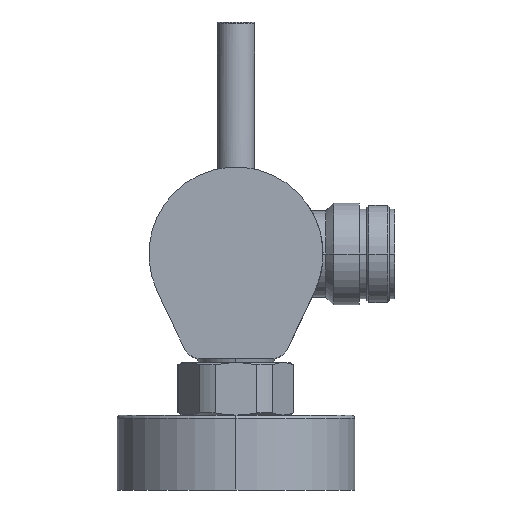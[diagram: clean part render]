
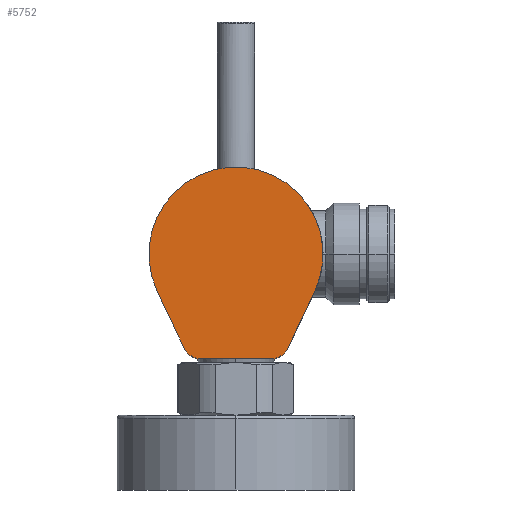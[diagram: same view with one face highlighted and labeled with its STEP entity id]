
A CAD part, left-side view. The second image highlights one B-rep face of the part: STEP entity #5752.
In plain terms, the highlighted planar face has unit normal (-1, 0, 0).
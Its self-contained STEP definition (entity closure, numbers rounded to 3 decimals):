
#24=CARTESIAN_POINT('',(-112.,9.33,-23.));
#25=DIRECTION('',(-1.,0.,0.));
#26=DIRECTION('',(0.,0.904,-0.427));
#27=AXIS2_PLACEMENT_3D('',#24,#25,#26);
#29=DIRECTION('',(0.,0.427,0.904));
#30=VECTOR('',#29,16.822);
#31=CARTESIAN_POINT('',(-112.,13.852,-25.133));
#32=LINE('',#31,#30);
#33=CARTESIAN_POINT('',(-112.,0.,0.));
#34=DIRECTION('',(1.,0.,0.));
#35=DIRECTION('',(0.,0.904,-0.427));
#36=AXIS2_PLACEMENT_3D('',#33,#34,#35);
#38=DIRECTION('',(0.,0.427,-0.904));
#39=VECTOR('',#38,16.822);
#40=CARTESIAN_POINT('',(-112.,-21.028,-9.918));
#41=LINE('',#40,#39);
#42=CARTESIAN_POINT('',(-112.,-9.33,-23.));
#43=DIRECTION('',(-1.,0.,0.));
#44=DIRECTION('',(0.,0.,-1.));
#45=AXIS2_PLACEMENT_3D('',#42,#43,#44);
#47=DIRECTION('',(0.,1.,0.));
#48=VECTOR('',#47,18.66);
#49=CARTESIAN_POINT('',(-112.,-9.33,-28.));
#50=LINE('',#49,#48);
#5156=CARTESIAN_POINT('',(-112.,21.028,-9.918));
#5157=CARTESIAN_POINT('',(-112.,-21.028,-9.918));
#5158=VERTEX_POINT('',#5156);
#5159=VERTEX_POINT('',#5157);
#5164=CARTESIAN_POINT('',(-112.,13.852,-25.133));
#5165=CARTESIAN_POINT('',(-112.,9.33,-28.));
#5166=VERTEX_POINT('',#5164);
#5167=VERTEX_POINT('',#5165);
#5172=CARTESIAN_POINT('',(-112.,-9.33,-28.));
#5173=CARTESIAN_POINT('',(-112.,-13.852,-25.133));
#5174=VERTEX_POINT('',#5172);
#5175=VERTEX_POINT('',#5173);
#5733=CARTESIAN_POINT('',(-112.,0.,0.));
#5734=DIRECTION('',(1.,0.,0.));
#5735=DIRECTION('',(0.,0.,-1.));
#5736=AXIS2_PLACEMENT_3D('',#5733,#5734,#5735);
#5737=PLANE('',#5736);
#5739=ORIENTED_EDGE('',*,*,#5738,.F.);
#5741=ORIENTED_EDGE('',*,*,#5740,.T.);
#5743=ORIENTED_EDGE('',*,*,#5742,.T.);
#5745=ORIENTED_EDGE('',*,*,#5744,.T.);
#5747=ORIENTED_EDGE('',*,*,#5746,.F.);
#5749=ORIENTED_EDGE('',*,*,#5748,.T.);
#5750=EDGE_LOOP('',(#5739,#5741,#5743,#5745,#5747,#5749));
#5751=FACE_OUTER_BOUND('',#5750,.F.);
#5752=ADVANCED_FACE('',(#5751),#5737,.F.);
#28=CIRCLE('',#27,5.);
#37=CIRCLE('',#36,23.25);
#46=CIRCLE('',#45,5.);
#5738=EDGE_CURVE('',#5166,#5167,#28,.T.);
#5740=EDGE_CURVE('',#5166,#5158,#32,.T.);
#5742=EDGE_CURVE('',#5158,#5159,#37,.T.);
#5744=EDGE_CURVE('',#5159,#5175,#41,.T.);
#5746=EDGE_CURVE('',#5174,#5175,#46,.T.);
#5748=EDGE_CURVE('',#5174,#5167,#50,.T.);
